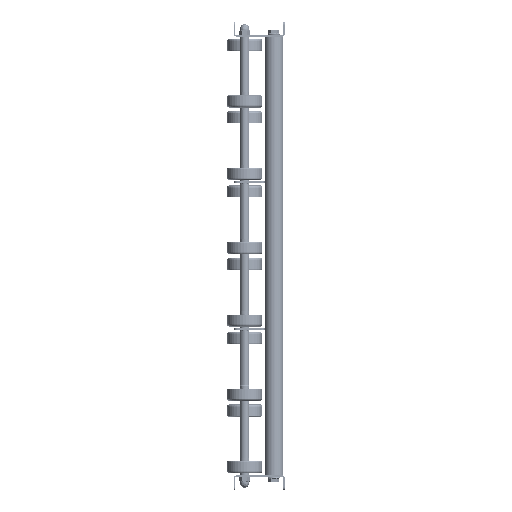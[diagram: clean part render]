
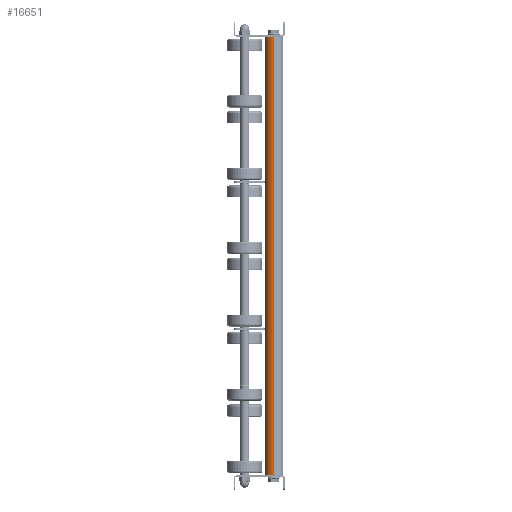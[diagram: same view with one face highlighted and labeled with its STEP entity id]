
A CAD part, left-side view. The second image highlights one B-rep face of the part: STEP entity #16651.
In plain terms, the highlighted cylindrical face has radius 12.5 mm (diameter 25 mm), a partial arc.
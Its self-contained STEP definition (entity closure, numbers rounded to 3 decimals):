
#1044 = CARTESIAN_POINT ( 'NONE',  ( 599., 0., 0. ) ) ;
#1052 = CARTESIAN_POINT ( 'NONE',  ( 1., 0., 0. ) ) ;
#1907 = EDGE_CURVE ( 'NONE', #45889, #51699, #6495, .T. ) ;
#6495 = CIRCLE ( 'NONE', #29702, 12.5 ) ;
#7299 = CARTESIAN_POINT ( 'NONE',  ( 599., 0., 12.5 ) ) ;
#7566 = DIRECTION ( 'NONE',  ( 0., 0., 1. ) ) ;
#7917 = VERTEX_POINT ( 'NONE', #42950 ) ;
#10482 = AXIS2_PLACEMENT_3D ( 'NONE', #23703, #19654, #7566 ) ;
#12075 = VECTOR ( 'NONE', #49359, 1000. ) ;
#12911 = ORIENTED_EDGE ( 'NONE', *, *, #30264, .T. ) ;
#14425 = ORIENTED_EDGE ( 'NONE', *, *, #49310, .F. ) ;
#15485 = ORIENTED_EDGE ( 'NONE', *, *, #48931, .T. ) ;
#16651 = ADVANCED_FACE ( 'NONE', ( #51858 ), #52670, .T. ) ;
#17420 = DIRECTION ( 'NONE',  ( -1., 0., 0. ) ) ;
#19654 = DIRECTION ( 'NONE',  ( -1., 0., 0. ) ) ;
#20035 = LINE ( 'NONE', #33196, #37884 ) ;
#23703 = CARTESIAN_POINT ( 'NONE',  ( 600., 0., 0. ) ) ;
#29246 = LINE ( 'NONE', #44824, #12075 ) ;
#29702 = AXIS2_PLACEMENT_3D ( 'NONE', #1052, #41636, #49416 ) ;
#30264 = EDGE_CURVE ( 'NONE', #40614, #7917, #37554, .T. ) ;
#33196 = CARTESIAN_POINT ( 'NONE',  ( 600., 0., 12.5 ) ) ;
#37554 = CIRCLE ( 'NONE', #47826, 12.5 ) ;
#37884 = VECTOR ( 'NONE', #48513, 1000. ) ;
#37982 = CARTESIAN_POINT ( 'NONE',  ( 1., 0., 12.5 ) ) ;
#39186 = DIRECTION ( 'NONE',  ( 0., 0., -1. ) ) ;
#40614 = VERTEX_POINT ( 'NONE', #7299 ) ;
#41636 = DIRECTION ( 'NONE',  ( 1., 0., 0. ) ) ;
#42950 = CARTESIAN_POINT ( 'NONE',  ( 599., 0., -12.5 ) ) ;
#44824 = CARTESIAN_POINT ( 'NONE',  ( 600., 0., -12.5 ) ) ;
#45889 = VERTEX_POINT ( 'NONE', #50209 ) ;
#47826 = AXIS2_PLACEMENT_3D ( 'NONE', #1044, #17420, #39186 ) ;
#48222 = EDGE_LOOP ( 'NONE', ( #12911, #15485, #49986, #14425 ) ) ;
#48513 = DIRECTION ( 'NONE',  ( -1., 0., 0. ) ) ;
#48931 = EDGE_CURVE ( 'NONE', #7917, #45889, #29246, .T. ) ;
#49310 = EDGE_CURVE ( 'NONE', #40614, #51699, #20035, .T. ) ;
#49359 = DIRECTION ( 'NONE',  ( -1., 0., 0. ) ) ;
#49416 = DIRECTION ( 'NONE',  ( 0., 0., -1. ) ) ;
#49986 = ORIENTED_EDGE ( 'NONE', *, *, #1907, .T. ) ;
#50209 = CARTESIAN_POINT ( 'NONE',  ( 1., 0., -12.5 ) ) ;
#51699 = VERTEX_POINT ( 'NONE', #37982 ) ;
#51858 = FACE_OUTER_BOUND ( 'NONE', #48222, .T. ) ;
#52670 = CYLINDRICAL_SURFACE ( 'NONE', #10482, 12.5 ) ;
